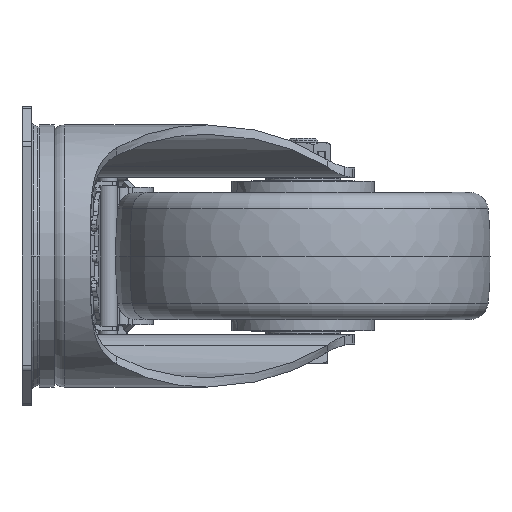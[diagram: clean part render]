
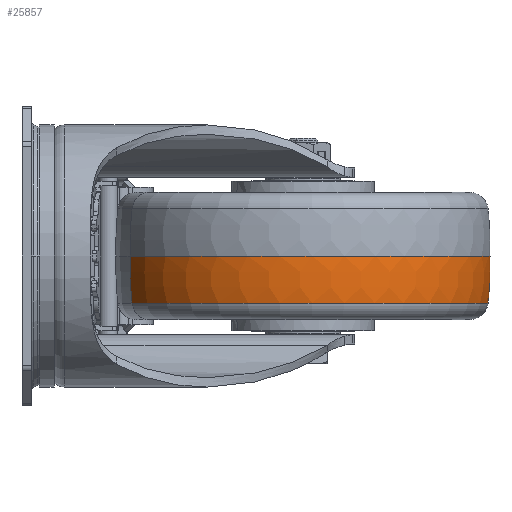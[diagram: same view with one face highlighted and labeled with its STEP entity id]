
A CAD part, left-side view. The second image highlights one B-rep face of the part: STEP entity #25857.
In plain terms, the highlighted toroidal (fillet/blend) face has major radius 29.939 mm and minor radius 80 mm.
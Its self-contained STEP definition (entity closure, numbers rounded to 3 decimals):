
#426 = CIRCLE ( 'NONE', #33477, 80. ) ;
#2257 = CARTESIAN_POINT ( 'NONE',  ( 57.192, -120.628, -12.567 ) ) ;
#3385 = CARTESIAN_POINT ( 'NONE',  ( 49.608, -102.597, -3.113 ) ) ;
#4098 = DIRECTION ( 'NONE',  ( -0.388, 0.922, 0. ) ) ;
#6499 = FACE_OUTER_BOUND ( 'NONE', #14439, .T. ) ;
#9081 = CARTESIAN_POINT ( 'NONE',  ( 18.614, -28.911, 0. ) ) ;
#9652 = ORIENTED_EDGE ( 'NONE', *, *, #31429, .F. ) ;
#14439 = EDGE_LOOP ( 'NONE', ( #35724, #20792, #28314, #9652 ) ) ;
#15771 = CIRCLE ( 'NONE', #21496, 80. ) ;
#16808 = DIRECTION ( 'NONE',  ( -0.922, -0.388, 0. ) ) ;
#17061 = DIRECTION ( 'NONE',  ( 0.922, 0.388, 0. ) ) ;
#17657 = EDGE_CURVE ( 'NONE', #50730, #41915, #45082, .T. ) ;
#19635 = AXIS2_PLACEMENT_3D ( 'NONE', #39275, #22477, #4098 ) ;
#20415 = CARTESIAN_POINT ( 'NONE',  ( 26.392, -47.403, -3.113 ) ) ;
#20792 = ORIENTED_EDGE ( 'NONE', *, *, #36027, .T. ) ;
#21496 = AXIS2_PLACEMENT_3D ( 'NONE', #3385, #17061, #43348 ) ;
#21619 = DIRECTION ( 'NONE',  ( 0., 0., 1. ) ) ;
#22477 = DIRECTION ( 'NONE',  ( 0., 0., 1. ) ) ;
#25397 = DIRECTION ( 'NONE',  ( 0.388, -0.922, 0. ) ) ;
#25857 = ADVANCED_FACE ( 'NONE', ( #6499 ), #46491, .T. ) ;
#26615 = AXIS2_PLACEMENT_3D ( 'NONE', #29751, #52814, #53127 ) ;
#28314 = ORIENTED_EDGE ( 'NONE', *, *, #33951, .F. ) ;
#28980 = CARTESIAN_POINT ( 'NONE',  ( 38., -75., -3.113 ) ) ;
#29751 = CARTESIAN_POINT ( 'NONE',  ( 38., -75., 0. ) ) ;
#30346 = CARTESIAN_POINT ( 'NONE',  ( 18.808, -29.372, -12.567 ) ) ;
#30362 = VERTEX_POINT ( 'NONE', #30836 ) ;
#30836 = CARTESIAN_POINT ( 'NONE',  ( 57.386, -121.089, 0. ) ) ;
#31429 = EDGE_CURVE ( 'NONE', #50730, #54051, #15771, .T. ) ;
#33477 = AXIS2_PLACEMENT_3D ( 'NONE', #20415, #16808, #25397 ) ;
#33951 = EDGE_CURVE ( 'NONE', #54051, #30362, #56834, .T. ) ;
#35724 = ORIENTED_EDGE ( 'NONE', *, *, #17657, .T. ) ;
#36027 = EDGE_CURVE ( 'NONE', #41915, #30362, #426, .T. ) ;
#39275 = CARTESIAN_POINT ( 'NONE',  ( 38., -75., -12.567 ) ) ;
#41732 = AXIS2_PLACEMENT_3D ( 'NONE', #28980, #21619, #58005 ) ;
#41915 = VERTEX_POINT ( 'NONE', #2257 ) ;
#43348 = DIRECTION ( 'NONE',  ( -0.388, 0.922, 0. ) ) ;
#45082 = CIRCLE ( 'NONE', #19635, 49.5 ) ;
#46491 = TOROIDAL_SURFACE ( 'NONE', #41732, -29.939, 80. ) ;
#50730 = VERTEX_POINT ( 'NONE', #30346 ) ;
#52814 = DIRECTION ( 'NONE',  ( 0., 0., 1. ) ) ;
#53127 = DIRECTION ( 'NONE',  ( -0.388, 0.922, 0. ) ) ;
#54051 = VERTEX_POINT ( 'NONE', #9081 ) ;
#56834 = CIRCLE ( 'NONE', #26615, 50. ) ;
#58005 = DIRECTION ( 'NONE',  ( -0.388, 0.922, 0. ) ) ;
